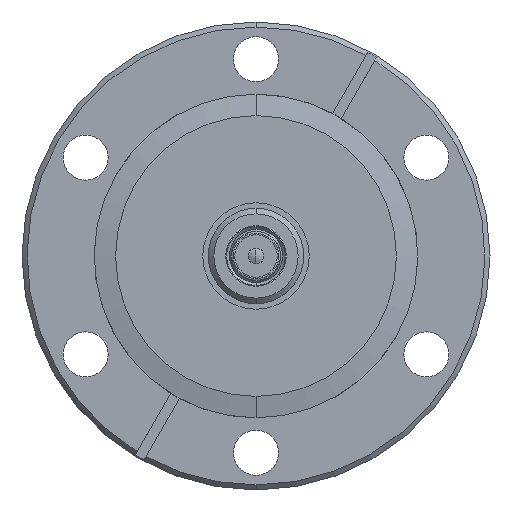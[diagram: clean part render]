
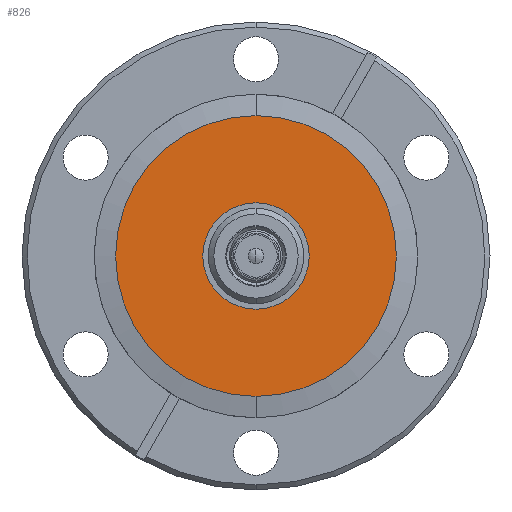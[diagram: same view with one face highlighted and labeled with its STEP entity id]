
A CAD part, front view. The second image highlights one B-rep face of the part: STEP entity #826.
In plain terms, the highlighted planar face has unit normal (0, -1, 0).
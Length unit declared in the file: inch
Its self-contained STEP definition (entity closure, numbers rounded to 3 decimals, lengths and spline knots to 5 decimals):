
#7 = ORIENTED_EDGE ( 'NONE', *, *, #707, .F. ) ;
#10 = ORIENTED_EDGE ( 'NONE', *, *, #871, .T. ) ;
#60 = ORIENTED_EDGE ( 'NONE', *, *, #728, .T. ) ;
#66 = ORIENTED_EDGE ( 'NONE', *, *, #859, .F. ) ;
#707 = EDGE_CURVE ( 'NONE', #4379, #4390, #1219, .T. ) ;
#728 = EDGE_CURVE ( 'NONE', #4214, #1023, #1266, .T. ) ;
#826 = ADVANCED_FACE ( 'NONE', ( #5694, #5688 ), #5699, .T. ) ;
#859 = EDGE_CURVE ( 'NONE', #4390, #4379, #3930, .T. ) ;
#871 = EDGE_CURVE ( 'NONE', #1023, #4214, #4029, .T. ) ;
#1023 = VERTEX_POINT ( 'NONE', #5962 ) ;
#1058 = EDGE_LOOP ( 'NONE', ( #7, #66 ) ) ;
#1143 = EDGE_LOOP ( 'NONE', ( #60, #10 ) ) ;
#1219 = CIRCLE ( 'NONE', #1316, 0.3125 ) ;
#1260 = AXIS2_PLACEMENT_3D ( 'NONE', #2475, #2476, #2477 ) ;
#1266 = CIRCLE ( 'NONE', #1260, 0.825 ) ;
#1316 = AXIS2_PLACEMENT_3D ( 'NONE', #2366, #2367, #2368 ) ;
#2366 = CARTESIAN_POINT ( 'NONE',  ( 0., -2.37387, 0. ) ) ;
#2367 = DIRECTION ( 'NONE',  ( 0., -1., 0. ) ) ;
#2368 = DIRECTION ( 'NONE',  ( 0., 0., -1. ) ) ;
#2475 = CARTESIAN_POINT ( 'NONE',  ( 0., -2.37387, 0. ) ) ;
#2476 = DIRECTION ( 'NONE',  ( 0., -1., 0. ) ) ;
#2477 = DIRECTION ( 'NONE',  ( 0., 0., -1. ) ) ;
#3907 = AXIS2_PLACEMENT_3D ( 'NONE', #5695, #5700, #5701 ) ;
#3930 = CIRCLE ( 'NONE', #3961, 0.3125 ) ;
#3961 = AXIS2_PLACEMENT_3D ( 'NONE', #5845, #5846, #5847 ) ;
#4029 = CIRCLE ( 'NONE', #4089, 0.825 ) ;
#4089 = AXIS2_PLACEMENT_3D ( 'NONE', #5894, #5895, #5896 ) ;
#4214 = VERTEX_POINT ( 'NONE', #4812 ) ;
#4379 = VERTEX_POINT ( 'NONE', #4977 ) ;
#4390 = VERTEX_POINT ( 'NONE', #4988 ) ;
#4812 = CARTESIAN_POINT ( 'NONE',  ( 0., -2.37387, -0.825 ) ) ;
#4977 = CARTESIAN_POINT ( 'NONE',  ( 0., -2.37387, -0.3125 ) ) ;
#4988 = CARTESIAN_POINT ( 'NONE',  ( 0., -2.37387, 0.3125 ) ) ;
#5688 = FACE_BOUND ( 'NONE', #1058, .T. ) ;
#5694 = FACE_OUTER_BOUND ( 'NONE', #1143, .T. ) ;
#5695 = CARTESIAN_POINT ( 'NONE',  ( -0.825, -2.37387, 0. ) ) ;
#5699 = PLANE ( 'NONE',  #3907 ) ;
#5700 = DIRECTION ( 'NONE',  ( 0., -1., 0. ) ) ;
#5701 = DIRECTION ( 'NONE',  ( 0., 0., -1. ) ) ;
#5845 = CARTESIAN_POINT ( 'NONE',  ( 0., -2.37387, 0. ) ) ;
#5846 = DIRECTION ( 'NONE',  ( 0., -1., 0. ) ) ;
#5847 = DIRECTION ( 'NONE',  ( 0., 0., -1. ) ) ;
#5894 = CARTESIAN_POINT ( 'NONE',  ( 0., -2.37387, 0. ) ) ;
#5895 = DIRECTION ( 'NONE',  ( 0., -1., 0. ) ) ;
#5896 = DIRECTION ( 'NONE',  ( 0., 0., -1. ) ) ;
#5962 = CARTESIAN_POINT ( 'NONE',  ( 0., -2.37387, 0.825 ) ) ;
